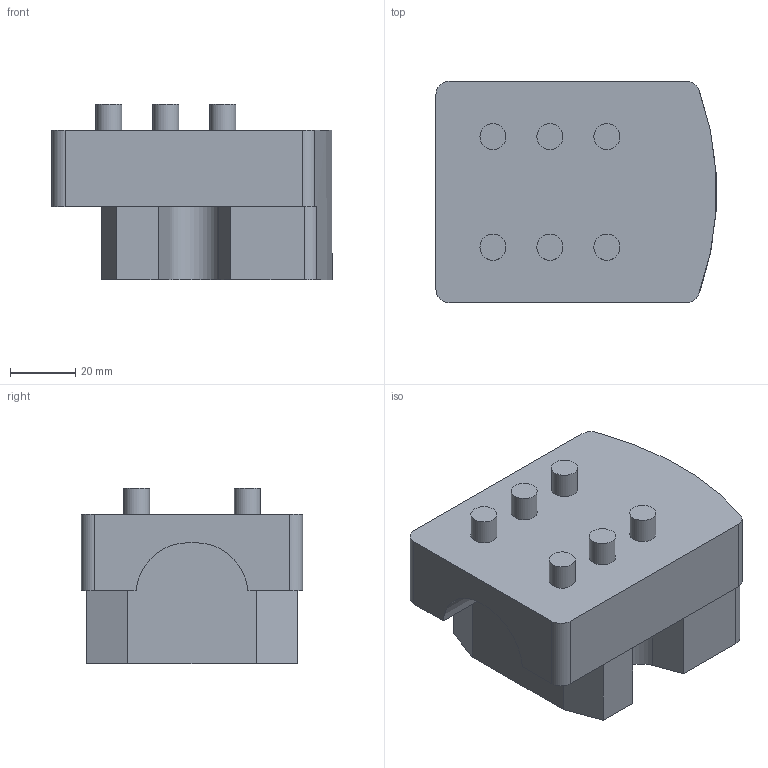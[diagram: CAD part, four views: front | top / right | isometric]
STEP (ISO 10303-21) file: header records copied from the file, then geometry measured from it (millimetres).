
FILE_DESCRIPTION((''),'1');
FILE_NAME('BWN200FB-AL_NEW.stp','2024-04-25T05:42:28',(''),(''),'Spatial Interop R21 SP3','Kubotek KeyCreator 2011 V10.0.2 (22737)',' ');
FILE_SCHEMA(('automotive_design'));
Length unit declared in the file: millimetre
Products named in the file (1): 240[2]
Bounding box: 86.05 x 68 x 54 mm (x, y, z)
Volume: 198147.5 mm3; surface area: 32176.5 mm2
Topology: 1 solids, 1 shells, 70 faces, 174 edges, 116 vertices
Faces by surface type: plane 41, cylinder 29
Full cylindrical faces by diameter (mm): 8 x6
Entity records: 3776 total; most frequent: DIRECTION 370, CARTESIAN_POINT 355, ORIENTED_EDGE 336, PRESENTATION_STYLE_ASSIGNMENT 310, COLOUR_RGB 310, STYLED_ITEM 239, CURVE_STYLE 239, DRAUGHTING_PRE_DEFINED_CURVE_FONT 239
